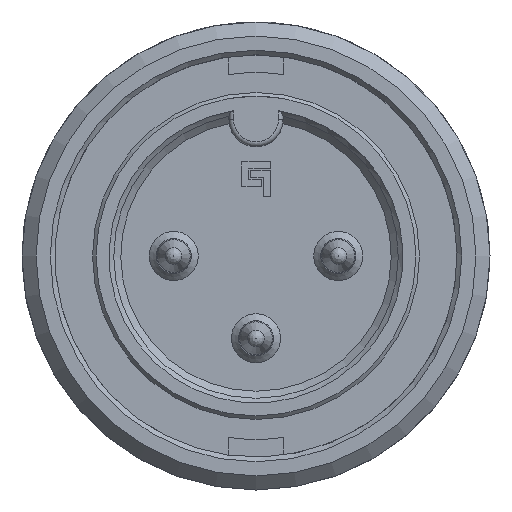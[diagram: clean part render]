
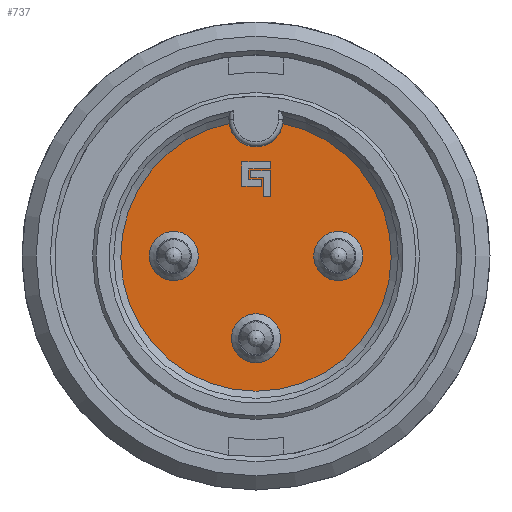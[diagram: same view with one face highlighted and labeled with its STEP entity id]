
A CAD part, left-side view. The second image highlights one B-rep face of the part: STEP entity #737.
In plain terms, the highlighted planar face has unit normal (-1, 0, 0).
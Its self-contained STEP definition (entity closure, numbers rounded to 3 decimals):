
#737=ADVANCED_FACE('',(#1498,#1499,#1500,#1501,#1502,#1503),#1101,.F.);
#1101=PLANE('',#6837);
#1411=CIRCLE('',#6832,1.15);
#1412=CIRCLE('',#6833,5.75);
#1413=CIRCLE('',#6834,1.045);
#1414=CIRCLE('',#6835,1.045);
#1415=CIRCLE('',#6836,1.045);
#1498=FACE_BOUND('',#1577,.T.);
#1499=FACE_BOUND('',#1578,.T.);
#1500=FACE_BOUND('',#1579,.T.);
#1501=FACE_BOUND('',#1580,.T.);
#1502=FACE_BOUND('',#1581,.T.);
#1503=FACE_BOUND('',#1582,.T.);
#1577=EDGE_LOOP('',(#1984,#1985,#1986,#1987,#1988,#1989,#1990,#1991));
#1578=EDGE_LOOP('',(#1992,#1993));
#1579=EDGE_LOOP('',(#1994));
#1580=EDGE_LOOP('',(#1995));
#1581=EDGE_LOOP('',(#1996));
#1582=EDGE_LOOP('',(#1997,#1998,#1999,#2000,#2001,#2002));
#1984=ORIENTED_EDGE('',*,*,#4593,.T.);
#1985=ORIENTED_EDGE('',*,*,#4594,.T.);
#1986=ORIENTED_EDGE('',*,*,#4595,.T.);
#1987=ORIENTED_EDGE('',*,*,#4596,.T.);
#1988=ORIENTED_EDGE('',*,*,#4597,.T.);
#1989=ORIENTED_EDGE('',*,*,#4598,.T.);
#1990=ORIENTED_EDGE('',*,*,#4599,.T.);
#1991=ORIENTED_EDGE('',*,*,#4600,.T.);
#1992=ORIENTED_EDGE('',*,*,#4601,.T.);
#1993=ORIENTED_EDGE('',*,*,#4602,.T.);
#1994=ORIENTED_EDGE('',*,*,#4603,.F.);
#1995=ORIENTED_EDGE('',*,*,#4604,.T.);
#1996=ORIENTED_EDGE('',*,*,#4605,.F.);
#1997=ORIENTED_EDGE('',*,*,#4606,.F.);
#1998=ORIENTED_EDGE('',*,*,#4607,.F.);
#1999=ORIENTED_EDGE('',*,*,#4608,.F.);
#2000=ORIENTED_EDGE('',*,*,#4609,.F.);
#2001=ORIENTED_EDGE('',*,*,#4610,.F.);
#2002=ORIENTED_EDGE('',*,*,#4611,.F.);
#3936=VERTEX_POINT('',#8802);
#3937=VERTEX_POINT('',#8803);
#3938=VERTEX_POINT('',#8805);
#3939=VERTEX_POINT('',#8807);
#3940=VERTEX_POINT('',#8809);
#3941=VERTEX_POINT('',#8811);
#3942=VERTEX_POINT('',#8813);
#3943=VERTEX_POINT('',#8815);
#3944=VERTEX_POINT('',#8818);
#3945=VERTEX_POINT('',#8819);
#3946=VERTEX_POINT('',#8822);
#3947=VERTEX_POINT('',#8824);
#3948=VERTEX_POINT('',#8826);
#3949=VERTEX_POINT('',#8828);
#3950=VERTEX_POINT('',#8829);
#3951=VERTEX_POINT('',#8831);
#3952=VERTEX_POINT('',#8833);
#3953=VERTEX_POINT('',#8835);
#3954=VERTEX_POINT('',#8837);
#4593=EDGE_CURVE('',#3936,#3937,#5569,.T.);
#4594=EDGE_CURVE('',#3937,#3938,#5570,.T.);
#4595=EDGE_CURVE('',#3938,#3939,#5571,.T.);
#4596=EDGE_CURVE('',#3939,#3940,#5572,.T.);
#4597=EDGE_CURVE('',#3940,#3941,#5573,.T.);
#4598=EDGE_CURVE('',#3941,#3942,#5574,.T.);
#4599=EDGE_CURVE('',#3942,#3943,#5575,.T.);
#4600=EDGE_CURVE('',#3943,#3936,#5576,.T.);
#4601=EDGE_CURVE('',#3944,#3945,#1411,.T.);
#4602=EDGE_CURVE('',#3945,#3944,#1412,.T.);
#4603=EDGE_CURVE('',#3946,#3946,#1413,.T.);
#4604=EDGE_CURVE('',#3947,#3947,#1414,.T.);
#4605=EDGE_CURVE('',#3948,#3948,#1415,.T.);
#4606=EDGE_CURVE('',#3949,#3950,#5577,.T.);
#4607=EDGE_CURVE('',#3951,#3949,#5578,.T.);
#4608=EDGE_CURVE('',#3952,#3951,#5579,.T.);
#4609=EDGE_CURVE('',#3953,#3952,#5580,.T.);
#4610=EDGE_CURVE('',#3954,#3953,#5581,.T.);
#4611=EDGE_CURVE('',#3950,#3954,#5582,.T.);
#5569=LINE('',#8801,#6200);
#5570=LINE('',#8804,#6201);
#5571=LINE('',#8806,#6202);
#5572=LINE('',#8808,#6203);
#5573=LINE('',#8810,#6204);
#5574=LINE('',#8812,#6205);
#5575=LINE('',#8814,#6206);
#5576=LINE('',#8816,#6207);
#5577=LINE('',#8827,#6208);
#5578=LINE('',#8830,#6209);
#5579=LINE('',#8832,#6210);
#5580=LINE('',#8834,#6211);
#5581=LINE('',#8836,#6212);
#5582=LINE('',#8838,#6213);
#6200=VECTOR('',#7279,1.);
#6201=VECTOR('',#7280,1.);
#6202=VECTOR('',#7281,1.);
#6203=VECTOR('',#7282,1.);
#6204=VECTOR('',#7283,1.);
#6205=VECTOR('',#7284,1.);
#6206=VECTOR('',#7285,1.);
#6207=VECTOR('',#7286,1.);
#6208=VECTOR('',#7297,1.);
#6209=VECTOR('',#7298,1.);
#6210=VECTOR('',#7299,1.);
#6211=VECTOR('',#7300,1.);
#6212=VECTOR('',#7301,1.);
#6213=VECTOR('',#7302,1.);
#6832=AXIS2_PLACEMENT_3D('',#8817,#7287,#7288);
#6833=AXIS2_PLACEMENT_3D('',#8820,#7289,#7290);
#6834=AXIS2_PLACEMENT_3D('',#8821,#7291,#7292);
#6835=AXIS2_PLACEMENT_3D('',#8823,#7293,#7294);
#6836=AXIS2_PLACEMENT_3D('',#8825,#7295,#7296);
#6837=AXIS2_PLACEMENT_3D('',#8839,#7303,#7304);
#7279=DIRECTION('',(0.,0.,-1.));
#7280=DIRECTION('',(0.,-1.,0.));
#7281=DIRECTION('',(0.,0.,-1.));
#7282=DIRECTION('',(0.,1.,0.));
#7283=DIRECTION('',(0.,0.,1.));
#7284=DIRECTION('',(0.,-1.,0.));
#7285=DIRECTION('',(0.,0.,-1.));
#7286=DIRECTION('',(0.,1.,0.));
#7287=DIRECTION('',(1.,0.,0.));
#7288=DIRECTION('',(0.,-1.,0.));
#7289=DIRECTION('',(-1.,0.,0.));
#7290=DIRECTION('',(0.,0.,-1.));
#7291=DIRECTION('',(-1.,0.,0.));
#7292=DIRECTION('',(0.,0.,1.));
#7293=DIRECTION('',(1.,0.,0.));
#7294=DIRECTION('',(0.,0.,1.));
#7295=DIRECTION('',(-1.,0.,0.));
#7296=DIRECTION('',(0.,0.,1.));
#7297=DIRECTION('',(0.,0.,-1.));
#7298=DIRECTION('',(0.,-1.,0.));
#7299=DIRECTION('',(0.,0.,-1.));
#7300=DIRECTION('',(0.,1.,0.));
#7301=DIRECTION('',(0.,0.,1.));
#7302=DIRECTION('',(0.,-1.,0.));
#7303=DIRECTION('',(1.,0.,0.));
#7304=DIRECTION('',(0.,0.,-1.));
#8801=CARTESIAN_POINT('',(8.7,0.305,3.7));
#8802=CARTESIAN_POINT('',(8.7,0.305,3.7));
#8803=CARTESIAN_POINT('',(8.7,0.305,3.26));
#8804=CARTESIAN_POINT('',(8.7,0.305,3.26));
#8805=CARTESIAN_POINT('',(8.7,-0.245,3.26));
#8806=CARTESIAN_POINT('',(8.7,-0.245,3.26));
#8807=CARTESIAN_POINT('',(8.7,-0.245,2.96));
#8808=CARTESIAN_POINT('',(8.7,-0.245,2.96));
#8809=CARTESIAN_POINT('',(8.7,0.605,2.96));
#8810=CARTESIAN_POINT('',(8.7,0.605,2.96));
#8811=CARTESIAN_POINT('',(8.7,0.605,4.));
#8812=CARTESIAN_POINT('',(8.7,0.605,4.));
#8813=CARTESIAN_POINT('',(8.7,-0.625,4.));
#8814=CARTESIAN_POINT('',(8.7,-0.625,4.));
#8815=CARTESIAN_POINT('',(8.7,-0.625,3.7));
#8816=CARTESIAN_POINT('',(8.7,-0.625,3.7));
#8817=CARTESIAN_POINT('',(8.7,0.,5.8));
#8818=CARTESIAN_POINT('',(8.7,-1.138,5.636));
#8819=CARTESIAN_POINT('',(8.7,1.138,5.636));
#8820=CARTESIAN_POINT('',(8.7,0.,0.));
#8821=CARTESIAN_POINT('',(8.7,3.5,0.));
#8822=CARTESIAN_POINT('',(8.7,3.5,1.045));
#8823=CARTESIAN_POINT('',(8.7,-3.5,0.));
#8824=CARTESIAN_POINT('',(8.7,-3.5,1.045));
#8825=CARTESIAN_POINT('',(8.7,0.,-3.5));
#8826=CARTESIAN_POINT('',(8.7,0.,-2.455));
#8827=CARTESIAN_POINT('',(8.7,-0.315,3.33));
#8828=CARTESIAN_POINT('',(8.7,-0.315,3.33));
#8829=CARTESIAN_POINT('',(8.7,-0.315,2.51));
#8830=CARTESIAN_POINT('',(8.7,0.235,3.33));
#8831=CARTESIAN_POINT('',(8.7,0.235,3.33));
#8832=CARTESIAN_POINT('',(8.7,0.235,3.63));
#8833=CARTESIAN_POINT('',(8.7,0.235,3.63));
#8834=CARTESIAN_POINT('',(8.7,-0.615,3.63));
#8835=CARTESIAN_POINT('',(8.7,-0.615,3.63));
#8836=CARTESIAN_POINT('',(8.7,-0.615,2.51));
#8837=CARTESIAN_POINT('',(8.7,-0.615,2.51));
#8838=CARTESIAN_POINT('',(8.7,-0.315,2.51));
#8839=CARTESIAN_POINT('',(8.7,0.,0.));
